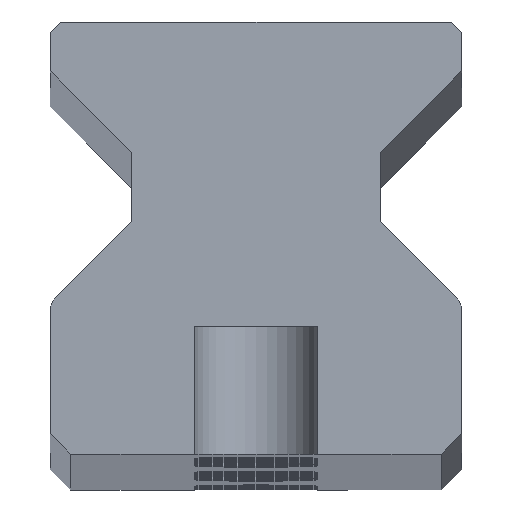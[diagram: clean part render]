
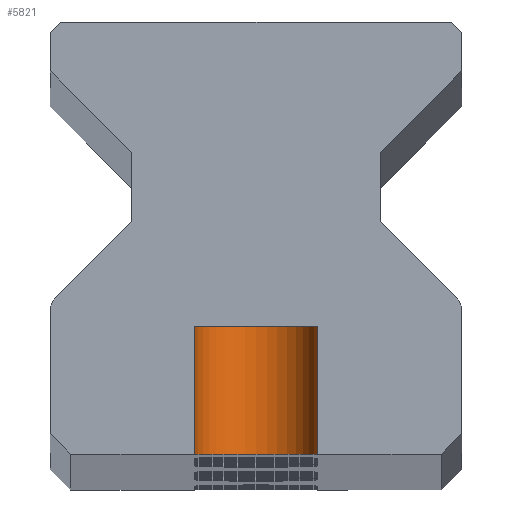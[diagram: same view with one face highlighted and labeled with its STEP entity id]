
A CAD part, top view. The second image highlights one B-rep face of the part: STEP entity #5821.
In plain terms, the highlighted cylindrical face has radius 3 mm (diameter 6 mm), a partial arc.
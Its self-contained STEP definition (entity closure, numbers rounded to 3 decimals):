
#14 = DIRECTION ( 'NONE',  ( 0., -1., 0. ) ) ;
#33 = DIRECTION ( 'NONE',  ( 0., -1., 0. ) ) ;
#76 = CARTESIAN_POINT ( 'NONE',  ( -3., 6.2, 991.8 ) ) ;
#150 = FACE_OUTER_BOUND ( 'NONE', #3320, .T. ) ;
#569 = CARTESIAN_POINT ( 'NONE',  ( 3., 6.2, 991.8 ) ) ;
#893 = DIRECTION ( 'NONE',  ( 1., 0., 0. ) ) ;
#1070 = ORIENTED_EDGE ( 'NONE', *, *, #5278, .T. ) ;
#1083 = LINE ( 'NONE', #569, #2422 ) ;
#1107 = DIRECTION ( 'NONE',  ( 0., -1., 0. ) ) ;
#1151 = DIRECTION ( 'NONE',  ( 0., -1., 0. ) ) ;
#1409 = DIRECTION ( 'NONE',  ( 0., -1., 0. ) ) ;
#1454 = ORIENTED_EDGE ( 'NONE', *, *, #4488, .F. ) ;
#1590 = CARTESIAN_POINT ( 'NONE',  ( 3., 0., 991.8 ) ) ;
#1612 = VECTOR ( 'NONE', #1409, 1000. ) ;
#1745 = DIRECTION ( 'NONE',  ( 1., 0., 0. ) ) ;
#1833 = CIRCLE ( 'NONE', #3013, 3. ) ;
#1875 = EDGE_CURVE ( 'NONE', #3680, #3081, #5666, .T. ) ;
#2030 = VERTEX_POINT ( 'NONE', #1590 ) ;
#2422 = VECTOR ( 'NONE', #1107, 1000. ) ;
#2954 = CARTESIAN_POINT ( 'NONE',  ( 0., 6.2, 991.8 ) ) ;
#3013 = AXIS2_PLACEMENT_3D ( 'NONE', #3391, #33, #4739 ) ;
#3081 = VERTEX_POINT ( 'NONE', #4395 ) ;
#3320 = EDGE_LOOP ( 'NONE', ( #1070, #1454, #5476, #3449 ) ) ;
#3391 = CARTESIAN_POINT ( 'NONE',  ( 0., 0., 991.8 ) ) ;
#3449 = ORIENTED_EDGE ( 'NONE', *, *, #1875, .T. ) ;
#3587 = CARTESIAN_POINT ( 'NONE',  ( -3., 6.2, 991.8 ) ) ;
#3680 = VERTEX_POINT ( 'NONE', #3587 ) ;
#4339 = CYLINDRICAL_SURFACE ( 'NONE', #5367, 3. ) ;
#4395 = CARTESIAN_POINT ( 'NONE',  ( -3., 0., 991.8 ) ) ;
#4488 = EDGE_CURVE ( 'NONE', #5717, #2030, #1083, .T. ) ;
#4707 = CIRCLE ( 'NONE', #4986, 3. ) ;
#4739 = DIRECTION ( 'NONE',  ( 1., 0., 0. ) ) ;
#4986 = AXIS2_PLACEMENT_3D ( 'NONE', #5047, #14, #893 ) ;
#5047 = CARTESIAN_POINT ( 'NONE',  ( 0., 6.2, 991.8 ) ) ;
#5236 = CARTESIAN_POINT ( 'NONE',  ( 3., 6.2, 991.8 ) ) ;
#5278 = EDGE_CURVE ( 'NONE', #3081, #2030, #1833, .T. ) ;
#5367 = AXIS2_PLACEMENT_3D ( 'NONE', #2954, #1151, #1745 ) ;
#5476 = ORIENTED_EDGE ( 'NONE', *, *, #5954, .F. ) ;
#5666 = LINE ( 'NONE', #76, #1612 ) ;
#5717 = VERTEX_POINT ( 'NONE', #5236 ) ;
#5821 = ADVANCED_FACE ( 'NONE', ( #150 ), #4339, .F. ) ;
#5954 = EDGE_CURVE ( 'NONE', #3680, #5717, #4707, .T. ) ;
